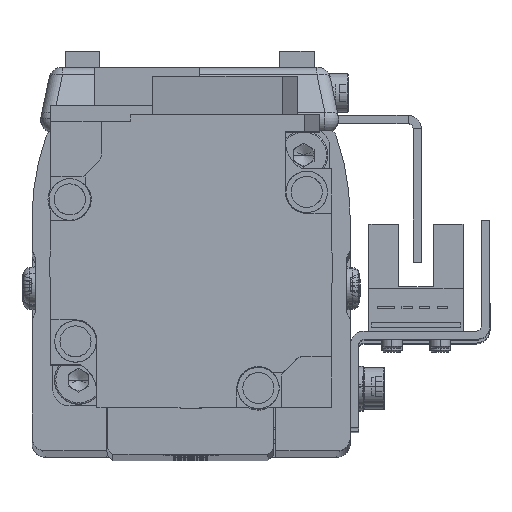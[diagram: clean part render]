
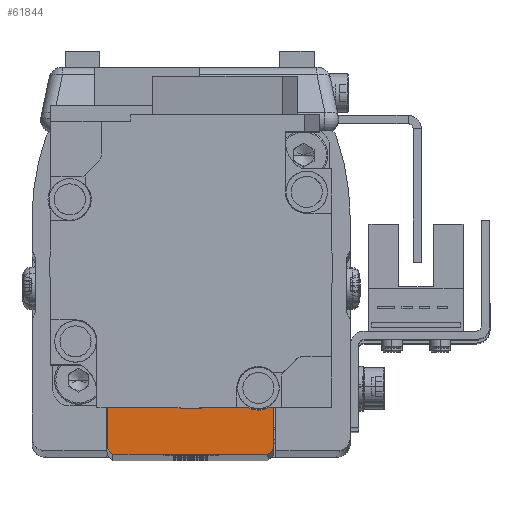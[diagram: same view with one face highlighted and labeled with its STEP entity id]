
A CAD part, top view. The second image highlights one B-rep face of the part: STEP entity #61844.
In plain terms, the highlighted planar face has unit normal (0, 0, 1).
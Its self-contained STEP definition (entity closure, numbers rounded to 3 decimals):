
#1767 = AXIS2_PLACEMENT_3D ( 'NONE', #7146, #28409, #65000 ) ;
#2921 = ORIENTED_EDGE ( 'NONE', *, *, #43773, .T. ) ;
#4561 = EDGE_LOOP ( 'NONE', ( #41614, #19261, #2921, #28749, #15691, #20434 ) ) ;
#5620 = VECTOR ( 'NONE', #7801, 1000. ) ;
#6424 = VERTEX_POINT ( 'NONE', #63282 ) ;
#7139 = DIRECTION ( 'NONE',  ( 0.707, -0.707, 0. ) ) ;
#7146 = CARTESIAN_POINT ( 'NONE',  ( -12.107, 4.907, 0. ) ) ;
#7649 = VECTOR ( 'NONE', #22067, 1000. ) ;
#7801 = DIRECTION ( 'NONE',  ( 0.707, 0.707, 0. ) ) ;
#8479 = CARTESIAN_POINT ( 'NONE',  ( -12.107, -2.793, 0. ) ) ;
#11947 = CARTESIAN_POINT ( 'NONE',  ( 11.093, -3.593, 0. ) ) ;
#12155 = EDGE_CURVE ( 'NONE', #15950, #23530, #54039, .T. ) ;
#15691 = ORIENTED_EDGE ( 'NONE', *, *, #51298, .T. ) ;
#15908 = CARTESIAN_POINT ( 'NONE',  ( 11.893, -2.793, 0. ) ) ;
#15950 = VERTEX_POINT ( 'NONE', #46599 ) ;
#19261 = ORIENTED_EDGE ( 'NONE', *, *, #12155, .T. ) ;
#19638 = EDGE_CURVE ( 'NONE', #41358, #41802, #47416, .T. ) ;
#20434 = ORIENTED_EDGE ( 'NONE', *, *, #46444, .T. ) ;
#21561 = LINE ( 'NONE', #27110, #7649 ) ;
#22067 = DIRECTION ( 'NONE',  ( -1., 0., 0. ) ) ;
#23530 = VERTEX_POINT ( 'NONE', #60431 ) ;
#24431 = CARTESIAN_POINT ( 'NONE',  ( 11.893, -2.793, 0. ) ) ;
#27110 = CARTESIAN_POINT ( 'NONE',  ( 11.893, 4.907, 0. ) ) ;
#27185 = VERTEX_POINT ( 'NONE', #37128 ) ;
#28409 = DIRECTION ( 'NONE',  ( 0., 0., 1. ) ) ;
#28749 = ORIENTED_EDGE ( 'NONE', *, *, #19638, .T. ) ;
#29705 = DIRECTION ( 'NONE',  ( 0., 1., 0. ) ) ;
#29771 = DIRECTION ( 'NONE',  ( 0., -1., 0. ) ) ;
#34204 = EDGE_CURVE ( 'NONE', #6424, #15950, #59132, .T. ) ;
#35868 = VECTOR ( 'NONE', #29705, 1000. ) ;
#37128 = CARTESIAN_POINT ( 'NONE',  ( 11.893, 4.907, 0. ) ) ;
#38532 = CARTESIAN_POINT ( 'NONE',  ( 11.093, -3.593, 0. ) ) ;
#41112 = VECTOR ( 'NONE', #54284, 1000. ) ;
#41358 = VERTEX_POINT ( 'NONE', #64744 ) ;
#41614 = ORIENTED_EDGE ( 'NONE', *, *, #34204, .T. ) ;
#41802 = VERTEX_POINT ( 'NONE', #15908 ) ;
#43773 = EDGE_CURVE ( 'NONE', #23530, #41358, #67277, .T. ) ;
#46444 = EDGE_CURVE ( 'NONE', #27185, #6424, #21561, .T. ) ;
#46599 = CARTESIAN_POINT ( 'NONE',  ( -12.107, -2.793, 0. ) ) ;
#46829 = VECTOR ( 'NONE', #29771, 1000. ) ;
#47348 = FACE_OUTER_BOUND ( 'NONE', #4561, .T. ) ;
#47416 = LINE ( 'NONE', #11947, #5620 ) ;
#49061 = CARTESIAN_POINT ( 'NONE',  ( -11.307, -3.593, 0. ) ) ;
#49287 = PLANE ( 'NONE',  #1767 ) ;
#49813 = LINE ( 'NONE', #24431, #35868 ) ;
#51298 = EDGE_CURVE ( 'NONE', #41802, #27185, #49813, .T. ) ;
#54039 = LINE ( 'NONE', #49061, #66242 ) ;
#54284 = DIRECTION ( 'NONE',  ( 1., 0., 0. ) ) ;
#59132 = LINE ( 'NONE', #8479, #46829 ) ;
#60431 = CARTESIAN_POINT ( 'NONE',  ( -11.307, -3.593, 0. ) ) ;
#61844 = ADVANCED_FACE ( 'NONE', ( #47348 ), #49287, .T. ) ;
#63282 = CARTESIAN_POINT ( 'NONE',  ( -12.107, 4.907, 0. ) ) ;
#64744 = CARTESIAN_POINT ( 'NONE',  ( 11.093, -3.593, 0. ) ) ;
#65000 = DIRECTION ( 'NONE',  ( 1., 0., 0. ) ) ;
#66242 = VECTOR ( 'NONE', #7139, 1000. ) ;
#67277 = LINE ( 'NONE', #38532, #41112 ) ;
